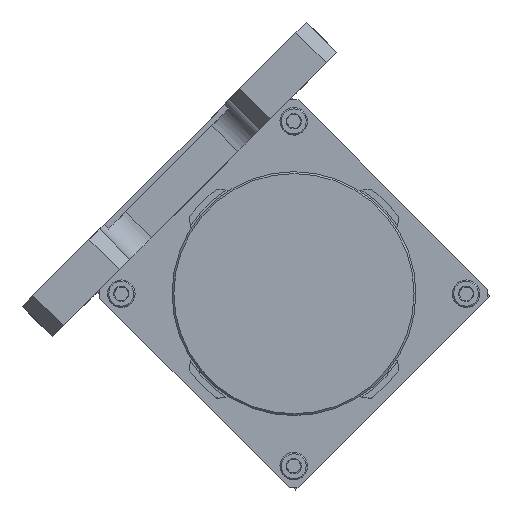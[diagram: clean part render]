
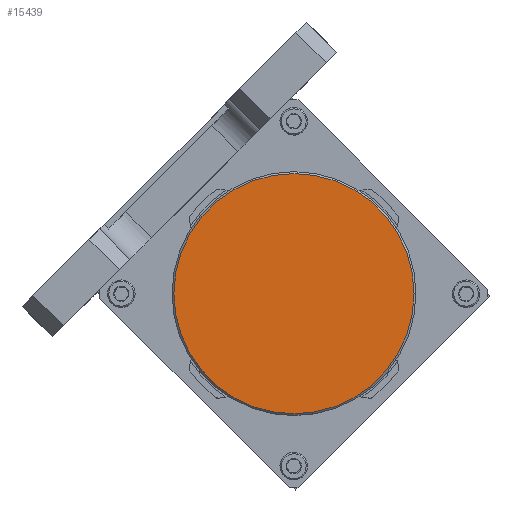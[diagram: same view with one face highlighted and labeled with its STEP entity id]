
A CAD part, top view. The second image highlights one B-rep face of the part: STEP entity #15439.
In plain terms, the highlighted planar face has unit normal (0, 0, 1).
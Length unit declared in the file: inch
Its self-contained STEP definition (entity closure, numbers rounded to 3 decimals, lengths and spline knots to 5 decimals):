
#252 = DIRECTION ( 'NONE',  ( 0., 0., 1. ) ) ;
#769 = CIRCLE ( 'NONE', #18841, 0.985 ) ;
#924 = AXIS2_PLACEMENT_3D ( 'NONE', #20415, #252, #15732 ) ;
#1773 = CARTESIAN_POINT ( 'NONE',  ( 0.002, 0., 0.898 ) ) ;
#3360 = DIRECTION ( 'NONE',  ( 0., 0., 1. ) ) ;
#3708 = EDGE_CURVE ( 'Defeatured_0_394+Defeatured_0_392+Defeatured_0_392+Defeatured_0_392', #4424, #5340, #769, .T. ) ;
#4319 = CIRCLE ( 'NONE', #17296, 0.985 ) ;
#4424 = VERTEX_POINT ( 'NONE', #11122 ) ;
#5340 = VERTEX_POINT ( 'NONE', #13600 ) ;
#6355 = ORIENTED_EDGE ( 'NONE', *, *, #9960, .T. ) ;
#8454 = PLANE ( 'NONE',  #924 ) ;
#9960 = EDGE_CURVE ( 'Defeatured_0_394+Defeatured_0_392+Defeatured_0_392+Defeatured_0_392', #5340, #4424, #4319, .T. ) ;
#11122 = CARTESIAN_POINT ( 'NONE',  ( 0.987, 0., 0.898 ) ) ;
#11638 = DIRECTION ( 'NONE',  ( 0., 0., 1. ) ) ;
#12204 = FACE_OUTER_BOUND ( 'NONE', #17068, .T. ) ;
#13256 = DIRECTION ( 'NONE',  ( 1., 0., 0. ) ) ;
#13600 = CARTESIAN_POINT ( 'NONE',  ( -0.983, 0., 0.898 ) ) ;
#14507 = ORIENTED_EDGE ( 'NONE', *, *, #3708, .T. ) ;
#15321 = DIRECTION ( 'NONE',  ( 1., 0., 0. ) ) ;
#15439 = ADVANCED_FACE ( 'Defeatured_0_394', ( #12204 ), #8454, .T. ) ;
#15732 = DIRECTION ( 'NONE',  ( 1., 0., 0. ) ) ;
#17068 = EDGE_LOOP ( 'NONE', ( #6355, #14507 ) ) ;
#17296 = AXIS2_PLACEMENT_3D ( 'NONE', #21872, #11638, #13256 ) ;
#18841 = AXIS2_PLACEMENT_3D ( 'NONE', #1773, #3360, #15321 ) ;
#20415 = CARTESIAN_POINT ( 'NONE',  ( 0.002, 0., 0.898 ) ) ;
#21872 = CARTESIAN_POINT ( 'NONE',  ( 0.002, 0., 0.898 ) ) ;
